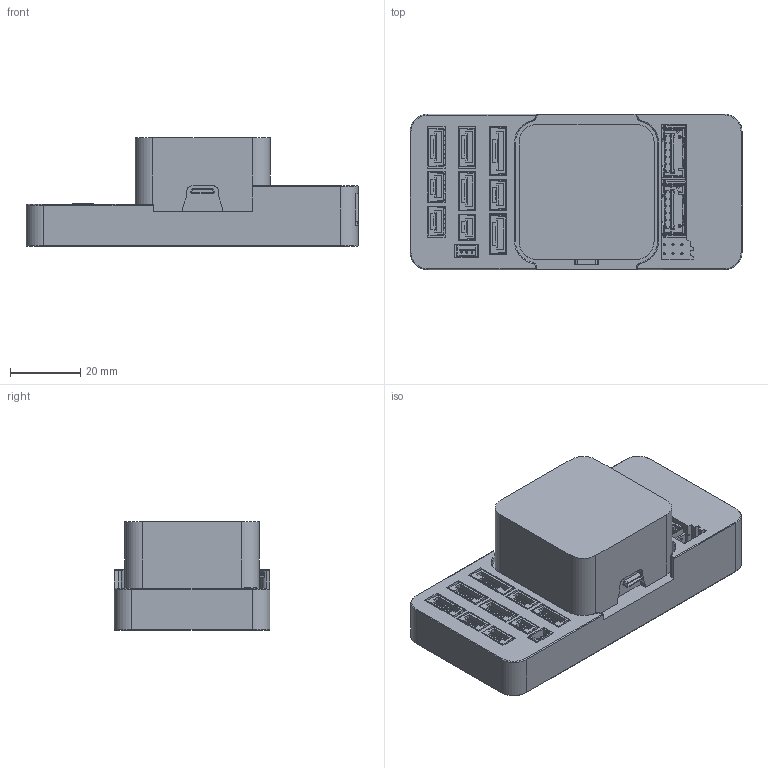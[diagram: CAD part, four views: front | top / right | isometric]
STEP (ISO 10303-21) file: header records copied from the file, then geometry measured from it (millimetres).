
FILE_DESCRIPTION(/* description */ (''),/* implementation_level */ '2;1');
FILE_NAME(/* name */ 'Pixhawk2.1 CUBE with Edison carrier.step',/* time_stamp */ '2017-04-26T12:59:14-07:00',/* author */ (''),/* organization */ (''),/* preprocessor_version */ 'ST-DEVELOPER v16.13',/* originating_system */ 'Autodesk Translation Framework v6.1.1.50',/* authorisation */ '');
FILE_SCHEMA (('AUTOMOTIVE_DESIGN { 1 0 10303 214 3 1 1 }'));
Products named in the file (24): Pixhawk2 carrier v16; JST-GH-08 v3; SM08B-GHS-TB; JST-GH-04 v2; JST-GH-06 v2; SM06B-GHS-TB; JST-GH-04 v2_1; JST-GH-04 v2_2; SM04B-GHS-TB; JST-GH-03 v3; SM03B-GHS-TB; JST-ZH-03 v2; B3B-ZR; Molex ClikMate 06 v3; Molex ClikMate 06 v3_1; Clik-Mate-6M; Pixhawk2 Cube v5; Component1; Component2; Micro-USB v2; Assembly-1; Micro-USB v2_1; Assembly-1_1; ZX62-B-5P
Assembly tree (30 placements, depth 4):
  Pixhawk2 carrier v16
    JST-GH-08 v3
      SM08B-GHS-TB
    JST-GH-04 v2
      SM04B-GHS-TB
    JST-GH-06 v2  x4
      SM06B-GHS-TB
    JST-GH-04 v2_1
      SM04B-GHS-TB
    JST-GH-04 v2_2
      SM04B-GHS-TB
    JST-GH-03 v3
      SM03B-GHS-TB
    JST-ZH-03 v2
      B3B-ZR
    Molex ClikMate 06 v3
      Clik-Mate-6M
    Molex ClikMate 06 v3_1
      Clik-Mate-6M
    Pixhawk2 Cube v5
      Component1
      Component2
    Micro-USB v2
      Assembly-1
        ZX62-B-5P
    Micro-USB v2_1
      Assembly-1_1
        ZX62-B-5P
Bounding box: 94.25 x 44.2 x 30.94 mm (x, y, z)
Volume: 74817.3 mm3; surface area: 29889.8 mm2
Topology: 58 solids, 980 shells, 3295 faces, 11472 edges, 9158 vertices
Faces by surface type: plane 2689, cylinder 553, cone 35, torus 18
Full cylindrical faces by diameter (mm): 0.4 x4, 0.6 x51, 3 x4, 4 x4
Entity records: 67462 total; most frequent: CARTESIAN_POINT 13322, DIRECTION 10507, ORIENTED_EDGE 9614, EDGE_CURVE 5958, LINE 5159, VECTOR 5159, VERTEX_POINT 4715, AXIS2_PLACEMENT_3D 2674
